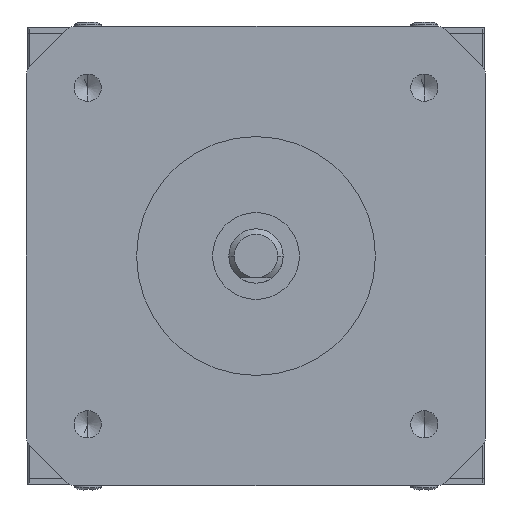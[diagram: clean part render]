
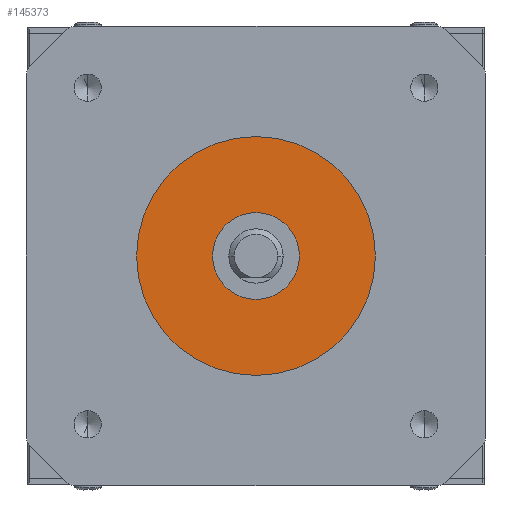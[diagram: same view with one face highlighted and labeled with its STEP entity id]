
A CAD part, front view. The second image highlights one B-rep face of the part: STEP entity #145373.
In plain terms, the highlighted planar face has unit normal (0, -1, 0).
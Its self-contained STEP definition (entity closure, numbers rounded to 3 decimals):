
#4842 = VERTEX_POINT ( 'NONE', #168986 ) ;
#10438 = EDGE_LOOP ( 'NONE', ( #168279, #58810 ) ) ;
#20562 = EDGE_CURVE ( 'NONE', #40698, #141758, #160852, .T. ) ;
#24642 = VERTEX_POINT ( 'NONE', #72375 ) ;
#31764 = DIRECTION ( 'NONE',  ( 1., 0., 0. ) ) ;
#32125 = DIRECTION ( 'NONE',  ( 1., 0., 0. ) ) ;
#35882 = FACE_OUTER_BOUND ( 'NONE', #10438, .T. ) ;
#38663 = CARTESIAN_POINT ( 'NONE',  ( 0., -27.5, 0. ) ) ;
#40698 = VERTEX_POINT ( 'NONE', #107470 ) ;
#43573 = CARTESIAN_POINT ( 'NONE',  ( 0., -27.5, 0. ) ) ;
#44774 = CIRCLE ( 'NONE', #104256, 4. ) ;
#51369 = CIRCLE ( 'NONE', #86933, 11. ) ;
#58810 = ORIENTED_EDGE ( 'NONE', *, *, #176803, .F. ) ;
#69195 = CIRCLE ( 'NONE', #84147, 4. ) ;
#72375 = CARTESIAN_POINT ( 'NONE',  ( -4., -27.5, 0. ) ) ;
#80510 = DIRECTION ( 'NONE',  ( 0., -1., 0. ) ) ;
#84147 = AXIS2_PLACEMENT_3D ( 'NONE', #144178, #88396, #31764 ) ;
#84323 = ORIENTED_EDGE ( 'NONE', *, *, #167333, .T. ) ;
#86933 = AXIS2_PLACEMENT_3D ( 'NONE', #102799, #132495, #32125 ) ;
#88396 = DIRECTION ( 'NONE',  ( 0., 1., 0. ) ) ;
#89902 = PLANE ( 'NONE',  #110684 ) ;
#102799 = CARTESIAN_POINT ( 'NONE',  ( 0., -27.5, 0. ) ) ;
#104256 = AXIS2_PLACEMENT_3D ( 'NONE', #43573, #182030, #127320 ) ;
#105275 = EDGE_CURVE ( 'NONE', #24642, #4842, #69195, .T. ) ;
#107470 = CARTESIAN_POINT ( 'NONE',  ( 11., -27.5, 0. ) ) ;
#108479 = FACE_BOUND ( 'NONE', #147375, .T. ) ;
#110684 = AXIS2_PLACEMENT_3D ( 'NONE', #38663, #80510, #168708 ) ;
#125403 = AXIS2_PLACEMENT_3D ( 'NONE', #142390, #172064, #170235 ) ;
#127320 = DIRECTION ( 'NONE',  ( 1., 0., 0. ) ) ;
#127630 = CARTESIAN_POINT ( 'NONE',  ( -11., -27.5, 0. ) ) ;
#132495 = DIRECTION ( 'NONE',  ( 0., 1., 0. ) ) ;
#133164 = ORIENTED_EDGE ( 'NONE', *, *, #105275, .T. ) ;
#141758 = VERTEX_POINT ( 'NONE', #127630 ) ;
#142390 = CARTESIAN_POINT ( 'NONE',  ( 0., -27.5, 0. ) ) ;
#144178 = CARTESIAN_POINT ( 'NONE',  ( 0., -27.5, 0. ) ) ;
#145373 = ADVANCED_FACE ( 'NONE', ( #108479, #35882 ), #89902, .T. ) ;
#147375 = EDGE_LOOP ( 'NONE', ( #84323, #133164 ) ) ;
#160852 = CIRCLE ( 'NONE', #125403, 11. ) ;
#167333 = EDGE_CURVE ( 'NONE', #4842, #24642, #44774, .T. ) ;
#168279 = ORIENTED_EDGE ( 'NONE', *, *, #20562, .F. ) ;
#168708 = DIRECTION ( 'NONE',  ( -1., 0., 0. ) ) ;
#168986 = CARTESIAN_POINT ( 'NONE',  ( 4., -27.5, 0. ) ) ;
#170235 = DIRECTION ( 'NONE',  ( 1., 0., 0. ) ) ;
#172064 = DIRECTION ( 'NONE',  ( 0., 1., 0. ) ) ;
#176803 = EDGE_CURVE ( 'NONE', #141758, #40698, #51369, .T. ) ;
#182030 = DIRECTION ( 'NONE',  ( 0., 1., 0. ) ) ;
